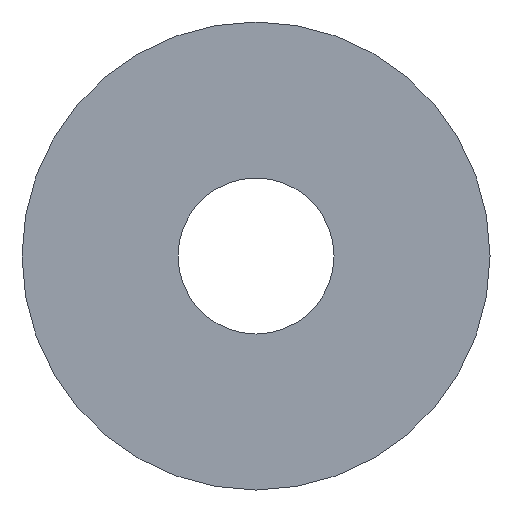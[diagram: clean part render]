
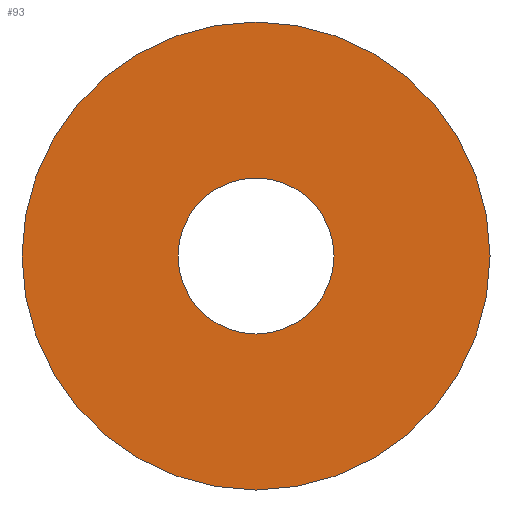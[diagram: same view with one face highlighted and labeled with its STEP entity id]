
A CAD part, front view. The second image highlights one B-rep face of the part: STEP entity #93.
In plain terms, the highlighted planar face has unit normal (0, -1, 0).
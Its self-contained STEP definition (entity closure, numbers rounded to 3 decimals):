
#16=FACE_BOUND('',#33,.T.);
#19=PLANE('',#126);
#25=FACE_OUTER_BOUND('',#32,.T.);
#32=EDGE_LOOP('',(#82));
#33=EDGE_LOOP('',(#83));
#46=CIRCLE('',#122,5.);
#48=CIRCLE('',#125,15.);
#53=VERTEX_POINT('',#172);
#55=VERTEX_POINT('',#178);
#61=EDGE_CURVE('',#53,#53,#46,.T.);
#65=EDGE_CURVE('',#55,#55,#48,.T.);
#82=ORIENTED_EDGE('',*,*,#65,.T.);
#83=ORIENTED_EDGE('',*,*,#61,.T.);
#93=ADVANCED_FACE('',(#25,#16),#19,.F.);
#122=AXIS2_PLACEMENT_3D('',#173,#145,#146);
#125=AXIS2_PLACEMENT_3D('',#180,#153,#154);
#126=AXIS2_PLACEMENT_3D('',#181,#155,#156);
#145=DIRECTION('center_axis',(0.,1.,0.));
#146=DIRECTION('ref_axis',(1.,0.,0.));
#153=DIRECTION('center_axis',(0.,-1.,0.));
#154=DIRECTION('ref_axis',(1.,0.,0.));
#155=DIRECTION('center_axis',(0.,1.,0.));
#156=DIRECTION('ref_axis',(0.,0.,1.));
#172=CARTESIAN_POINT('',(-5.,0.,0.));
#173=CARTESIAN_POINT('Origin',(0.,0.,0.));
#178=CARTESIAN_POINT('',(-15.,0.,0.));
#180=CARTESIAN_POINT('Origin',(0.,0.,0.));
#181=CARTESIAN_POINT('Origin',(0.,0.,0.));
